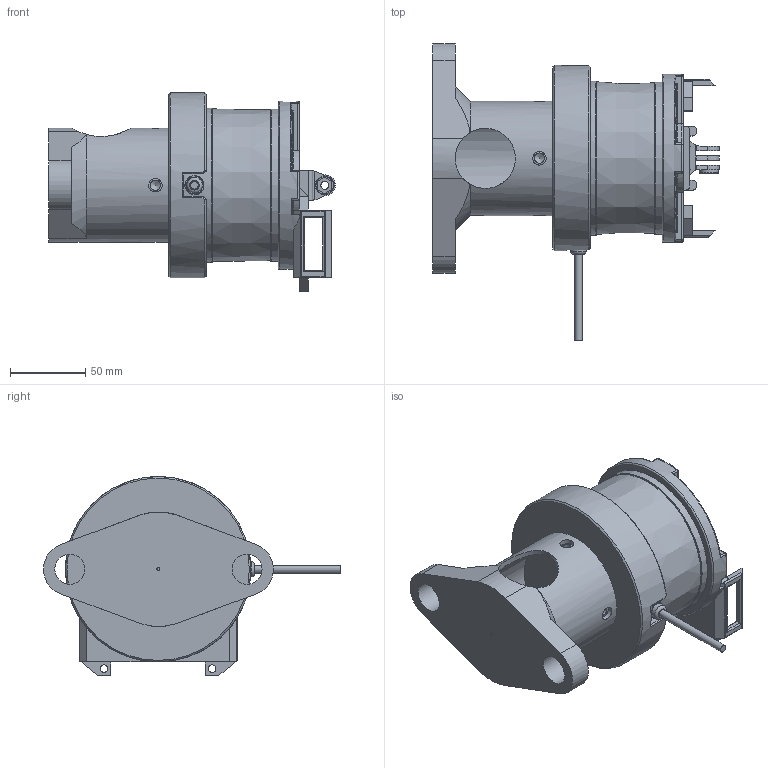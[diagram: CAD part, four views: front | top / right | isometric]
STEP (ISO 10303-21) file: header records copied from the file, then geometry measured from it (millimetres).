
FILE_DESCRIPTION(/* description */ (''),/* implementation_level */ '2;1');
FILE_NAME(/* name */ 'Assembly v6.step',/* time_stamp */ '2023-03-31T12:54:02-04:00',/* author */ (''),/* organization */ (''),/* preprocessor_version */ 'ST-DEVELOPER v19.2',/* originating_system */ 'Autodesk Translation Framework v11.17.0.187',/* authorisation */ '');
FILE_SCHEMA (('AUTOMOTIVE_DESIGN { 1 0 10303 214 3 1 1 }'));
Length unit declared in the file: millimetre
Products named in the file (6): Assembly3; Pole2; Velodyne Base; 86-0101 REV B ENVELOPE, VLP-16; GoProHat; Ziptie GoPro Mount
Assembly tree (5 placements, depth 3):
  Assembly3
    Pole2
    Velodyne Base
    86-0101 REV B ENVELOPE, VLP-16
    GoProHat
      Ziptie GoPro Mount
Bounding box: 190.75 x 197.69 x 132.41 mm (x, y, z)
Volume: 1010144.8 mm3; surface area: 179259.6 mm2
Topology: 12 solids, 12 shells, 428 faces, 1125 edges, 724 vertices
Faces by surface type: plane 190, cylinder 136, cone 72, torus 16, bspline 10, sphere 4
Full cylindrical faces by diameter (mm): 2 x1, 3.995 x1, 4.975 x3, 5 x4, 5.08 x3, 5.2 x3, 6.299 x2, 6.6 x1, 6.756 x1, 6.8 x4, 7.874 x1, 8.382 x3, 9 x4, 10.272 x2, 12.536 x1, 12.7 x1, 15 x1, 20 x2, 40 x1, 69.5 x1, 69.7 x1, 76.1 x1, 92.71 x1, 93.599 x1, 100.85 x1, 112 x1, 123.4 x1
Entity records: 16052 total; most frequent: CARTESIAN_POINT 5064, DIRECTION 2254, ORIENTED_EDGE 2242, EDGE_CURVE 1121, AXIS2_PLACEMENT_3D 828, VERTEX_POINT 724, LINE 598, VECTOR 598
